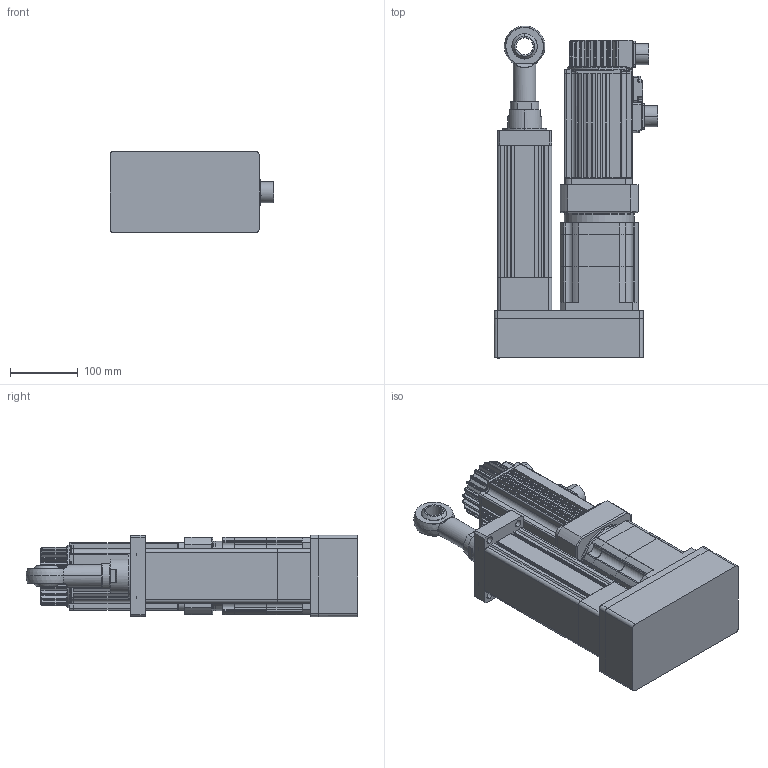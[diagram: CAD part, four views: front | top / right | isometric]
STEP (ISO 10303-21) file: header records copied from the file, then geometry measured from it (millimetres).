
FILE_DESCRIPTION (( 'STEP AP203' ), '1' );
FILE_NAME ('RLA80-10QX-25KN-R70-33mm-s.STEP', '2025-01-09T03:00:22', ( '微软用户' ), ( '微软中国' ), 'SwSTEP 2.0', 'SolidWorks 2022', '' );
FILE_SCHEMA (( 'CONFIG_CONTROL_DESIGN' ));
Products named in the file (5): RLA80-10QX-25KN-R70-33mm-s; 1KW-3000带刹车; PGH115-L2-22-95-115-M8-A32; 80缸行程70折叠前法兰安装; rebn-25
Assembly tree (4 placements, depth 2):
  RLA80-10QX-25KN-R70-33mm-s
    80缸行程70折叠前法兰安装
    PGH115-L2-22-95-115-M8-A32
    rebn-25
    1KW-3000带刹车
Bounding box: 241.68 x 490 x 120 mm (x, y, z)
Volume: 5116034.1 mm3; surface area: 844598.8 mm2
Topology: 24 solids, 46 shells, 2128 faces, 5644 edges, 3451 vertices
Faces by surface type: bspline 1236, cylinder 399, plane 337, cone 78, torus 62, sphere 16
Entity records: 84724 total; most frequent: CARTESIAN_POINT 44425, ORIENTED_EDGE 10542, EDGE_CURVE 5513, DIRECTION 4929, VERTEX_POINT 3451, EDGE_LOOP 2366, FACE_OUTER_BOUND 2130, ADVANCED_FACE 2128
